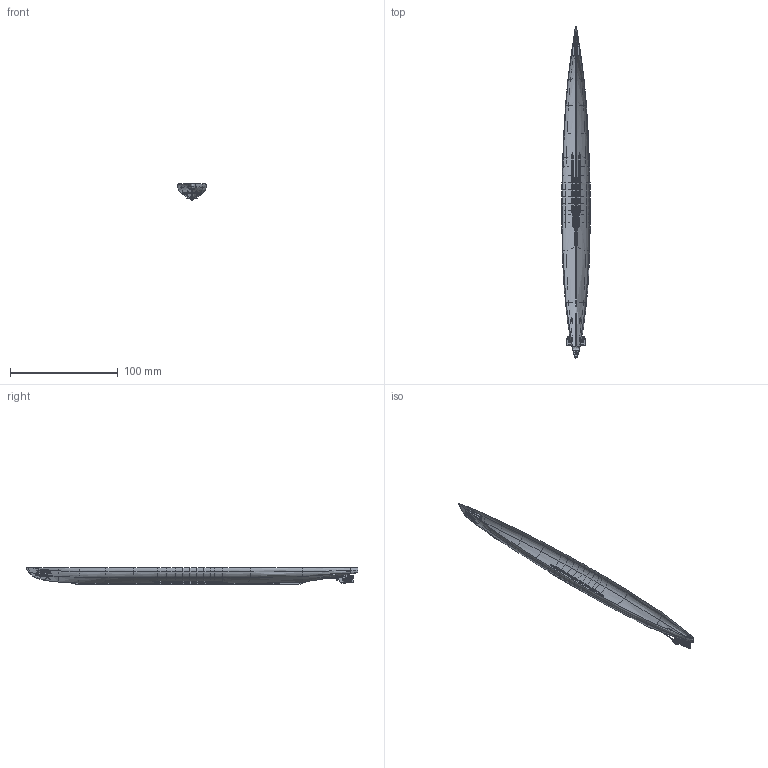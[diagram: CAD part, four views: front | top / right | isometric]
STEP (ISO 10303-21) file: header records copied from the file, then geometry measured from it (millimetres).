
FILE_DESCRIPTION(('FreeCAD Model'),'2;1');
FILE_NAME('Open CASCADE Shape Model','2025-05-05T07:38:55',('FreeCAD'),( 'FreeCAD'),'Open CASCADE STEP processor 7.6','FreeCAD','Unknown');
FILE_SCHEMA(('AUTOMOTIVE_DESIGN { 1 0 10303 214 1 1 1 1 }'));
Products named in the file (1): Open CASCADE STEP translator 7.6 1
Bounding box: 26.53 x 308.7 x 15.76 mm (x, y, z)
Surface area: 13225.1 mm2 (no closed solid volume)
Topology: 0 solids, 19 shells, 1325 faces, 2949 edges, 1666 vertices
Faces by surface type: bspline 1325
Entity records: 156612 total; most frequent: CARTESIAN_POINT 138332, ORIENTED_EDGE 5764, EDGE_CURVE 2931, B_SPLINE_CURVE_WITH_KNOTS 2648, VERTEX_POINT 1666, FACE_BOUND 1384, EDGE_LOOP 1384, ADVANCED_FACE 1325
